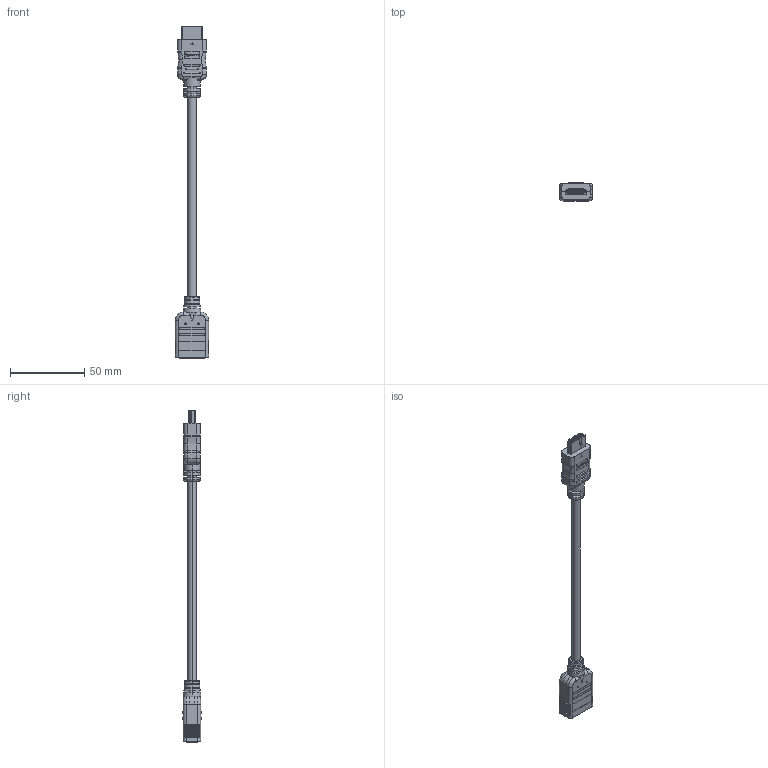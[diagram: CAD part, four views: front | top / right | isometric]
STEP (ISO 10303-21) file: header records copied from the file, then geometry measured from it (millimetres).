
FILE_DESCRIPTION (( 'STEP AP214' ), '1' );
FILE_NAME ('VHC00028.STEP', '2018-11-29T17:50:58', ( '' ), ( '' ), 'SwSTEP 2.0', 'SolidWorks 2017', '' );
FILE_SCHEMA (( 'AUTOMOTIVE_DESIGN' ));
Length unit declared in the file: millimetre
Products named in the file (12): 3AB19-022_L-com Logo Top; VHC00028-MA1; 1AH05-019-MA2___; 1AH05-007-BACK SHELL_CLOSED; MICHD-HD-MA1; 1AH05-007_CLOSED; 1AH05-019; 3AB19-023_L-com Logo Top; 1AH05-019-MA1___; 1AH05-007-MA1___; 1AH05-007-MA2___; VHC00028
Assembly tree (11 placements, depth 4):
  VHC00028
    MICHD-HD-MA1
    3AB19-023_L-com Logo Top
      3AB19-022_L-com Logo Top
      1AH05-007_CLOSED
        1AH05-007-MA2___
        1AH05-007-MA1___
        1AH05-007-BACK SHELL_CLOSED
    VHC00028-MA1
    1AH05-019
      1AH05-019-MA2___
      1AH05-019-MA1___
Bounding box: 22.4 x 12.18 x 224.05 mm (x, y, z)
Volume: 18459.5 mm3; surface area: 17089.9 mm2
Topology: 29 solids, 29 shells, 3692 faces, 10045 edges, 6536 vertices
Faces by surface type: plane 3033, cylinder 437, bspline 160, torus 42, sphere 16, cone 4
Entity records: 132920 total; most frequent: CARTESIAN_POINT 28072, ORIENTED_EDGE 20026, DIRECTION 17620, EDGE_CURVE 10013, LINE 8604, VECTOR 8604, VERTEX_POINT 6524, AXIS2_PLACEMENT_3D 4508
